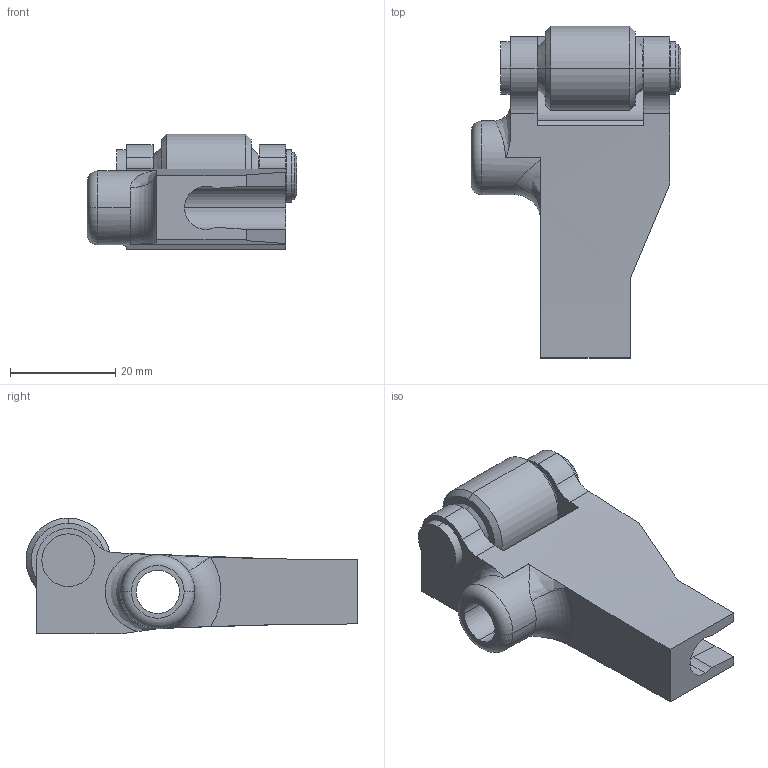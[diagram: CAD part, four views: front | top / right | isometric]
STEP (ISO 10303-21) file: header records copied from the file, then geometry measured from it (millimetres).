
FILE_DESCRIPTION (( 'STEP AP203' ), '1' );
FILE_NAME ('sone3D.STEP', '2014-09-02T02:32:47', ( '' ), ( '' ), 'SwSTEP 2.0', 'SolidWorks 2012', '' );
FILE_SCHEMA (( 'CONFIG_CONTROL_DESIGN' ));
Length unit declared in the file: millimetre
Products named in the file (5): sone3D; AC-25-VA-6M5用ワッシャー_; AC-25-VA-6儘乕儔乕_; AC-25-VA-6僔儍僼僩_; AC-25-VA-8本体_
Assembly tree (4 placements, depth 2):
  sone3D
    AC-25-VA-8本体_
    AC-25-VA-6僔儍僼僩_
    AC-25-VA-6儘乕儔乕_
    AC-25-VA-6M5用ワッシャー_
Bounding box: 39.8 x 63 x 22 mm (x, y, z)
Volume: 16211.5 mm3; surface area: 10275 mm2
Topology: 4 solids, 4 shells, 96 faces, 235 edges, 147 vertices
Faces by surface type: cylinder 42, plane 34, cone 12, torus 5, bspline 3
Entity records: 3782 total; most frequent: CARTESIAN_POINT 940, DIRECTION 531, ORIENTED_EDGE 462, EDGE_CURVE 231, AXIS2_PLACEMENT_3D 213, VERTEX_POINT 147, CIRCLE 113, EDGE_LOOP 110
